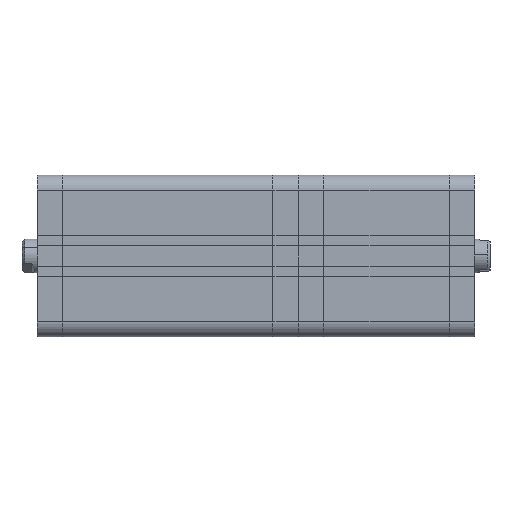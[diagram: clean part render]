
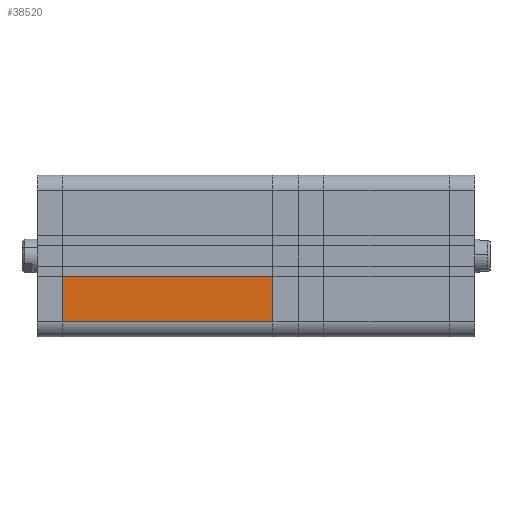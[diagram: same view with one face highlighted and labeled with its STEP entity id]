
A CAD part, front view. The second image highlights one B-rep face of the part: STEP entity #38520.
In plain terms, the highlighted planar face has unit normal (0, -1, 0).
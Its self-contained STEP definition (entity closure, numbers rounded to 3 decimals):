
#2492 = LINE ( 'NONE', #15314, #15841 ) ;
#2982 = VERTEX_POINT ( 'NONE', #15721 ) ;
#3680 = DIRECTION ( 'NONE',  ( 0., 0., 1. ) ) ;
#4860 = CARTESIAN_POINT ( 'NONE',  ( 0., -47.75, -47.75 ) ) ;
#7564 = ORIENTED_EDGE ( 'NONE', *, *, #40320, .F. ) ;
#8427 = DIRECTION ( 'NONE',  ( -1., 0., 0. ) ) ;
#8607 = LINE ( 'NONE', #30038, #36320 ) ;
#9771 = CARTESIAN_POINT ( 'NONE',  ( 0., -47.75, -11.8 ) ) ;
#10605 = LINE ( 'NONE', #4860, #30004 ) ;
#12126 = VERTEX_POINT ( 'NONE', #9771 ) ;
#12731 = CARTESIAN_POINT ( 'NONE',  ( 124., -47.75, -47.75 ) ) ;
#14620 = EDGE_LOOP ( 'NONE', ( #28080, #36798, #25389, #7564 ) ) ;
#14804 = EDGE_CURVE ( 'NONE', #12126, #2982, #10605, .T. ) ;
#15314 = CARTESIAN_POINT ( 'NONE',  ( 124., -47.75, -38.75 ) ) ;
#15721 = CARTESIAN_POINT ( 'NONE',  ( 0., -47.75, -38.75 ) ) ;
#15841 = VECTOR ( 'NONE', #25759, 1000. ) ;
#16388 = CARTESIAN_POINT ( 'NONE',  ( 124., -47.75, -38.75 ) ) ;
#17466 = LINE ( 'NONE', #30266, #38268 ) ;
#19189 = EDGE_CURVE ( 'NONE', #21895, #12126, #17466, .T. ) ;
#21895 = VERTEX_POINT ( 'NONE', #37975 ) ;
#22381 = DIRECTION ( 'NONE',  ( 0., 1., 0. ) ) ;
#25389 = ORIENTED_EDGE ( 'NONE', *, *, #26542, .T. ) ;
#25759 = DIRECTION ( 'NONE',  ( 1., 0., 0. ) ) ;
#26542 = EDGE_CURVE ( 'NONE', #2982, #35854, #2492, .T. ) ;
#28080 = ORIENTED_EDGE ( 'NONE', *, *, #19189, .T. ) ;
#30004 = VECTOR ( 'NONE', #34672, 1000. ) ;
#30038 = CARTESIAN_POINT ( 'NONE',  ( 124., -47.75, -47.75 ) ) ;
#30266 = CARTESIAN_POINT ( 'NONE',  ( 124.001, -47.75, -11.8 ) ) ;
#30275 = AXIS2_PLACEMENT_3D ( 'NONE', #12731, #22381, #3680 ) ;
#30660 = DIRECTION ( 'NONE',  ( 0., 0., -1. ) ) ;
#34672 = DIRECTION ( 'NONE',  ( 0., 0., -1. ) ) ;
#35854 = VERTEX_POINT ( 'NONE', #16388 ) ;
#36320 = VECTOR ( 'NONE', #30660, 1000. ) ;
#36798 = ORIENTED_EDGE ( 'NONE', *, *, #14804, .T. ) ;
#37975 = CARTESIAN_POINT ( 'NONE',  ( 124., -47.75, -11.8 ) ) ;
#38268 = VECTOR ( 'NONE', #8427, 1000. ) ;
#38325 = FACE_OUTER_BOUND ( 'NONE', #14620, .T. ) ;
#38520 = ADVANCED_FACE ( 'NONE', ( #38325 ), #41450, .F. ) ;
#40320 = EDGE_CURVE ( 'NONE', #21895, #35854, #8607, .T. ) ;
#41450 = PLANE ( 'NONE',  #30275 ) ;
